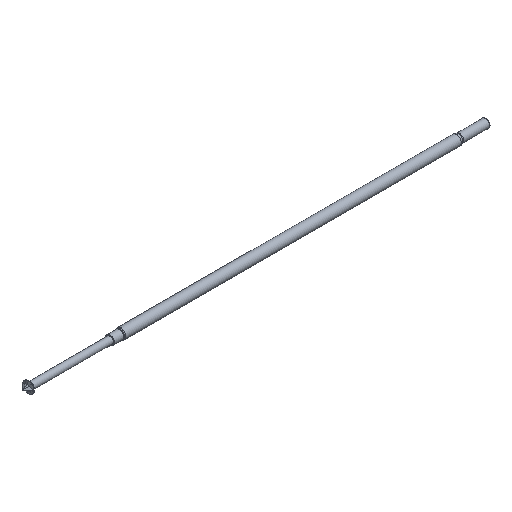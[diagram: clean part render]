
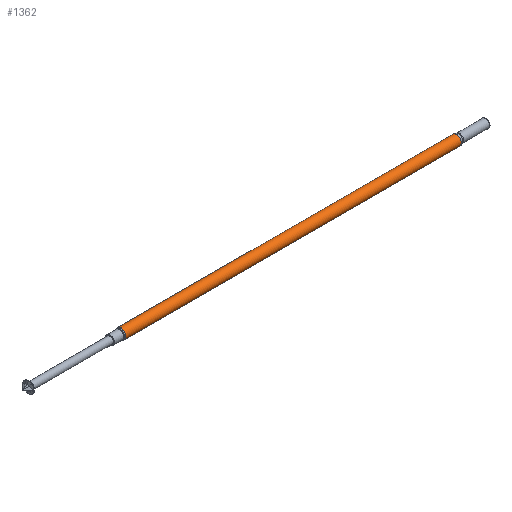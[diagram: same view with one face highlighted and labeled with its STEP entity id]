
A CAD part, isometric view. The second image highlights one B-rep face of the part: STEP entity #1362.
In plain terms, the highlighted cylindrical face has radius 0.391 mm (diameter 0.782 mm), a full revolution.
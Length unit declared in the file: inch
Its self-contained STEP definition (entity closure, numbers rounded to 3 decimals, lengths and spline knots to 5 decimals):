
#241 = AXIS2_PLACEMENT_3D ( 'NONE', #1660, #2877, #3482 ) ;
#279 = EDGE_CURVE ( 'NONE', #1067, #1067, #308, .T. ) ;
#308 = CIRCLE ( 'NONE', #241, 0.0154 ) ;
#425 = DIRECTION ( 'NONE',  ( 1., 0., 0. ) ) ;
#490 = CIRCLE ( 'NONE', #947, 0.0154 ) ;
#521 = DIRECTION ( 'NONE',  ( 0., 0., 1. ) ) ;
#577 = EDGE_LOOP ( 'NONE', ( #1906 ) ) ;
#846 = FACE_OUTER_BOUND ( 'NONE', #3253, .T. ) ;
#947 = AXIS2_PLACEMENT_3D ( 'NONE', #3828, #2973, #521 ) ;
#1067 = VERTEX_POINT ( 'NONE', #2260 ) ;
#1343 = EDGE_CURVE ( 'NONE', #2962, #2962, #490, .T. ) ;
#1362 = ADVANCED_FACE ( 'NONE', ( #846, #2928 ), #2023, .T. ) ;
#1635 = CARTESIAN_POINT ( 'NONE',  ( 1.178, 0., 0. ) ) ;
#1660 = CARTESIAN_POINT ( 'NONE',  ( 1.085, 0., 0. ) ) ;
#1771 = ORIENTED_EDGE ( 'NONE', *, *, #279, .F. ) ;
#1906 = ORIENTED_EDGE ( 'NONE', *, *, #1343, .F. ) ;
#1924 = DIRECTION ( 'NONE',  ( 0., 0., -1. ) ) ;
#2023 = CYLINDRICAL_SURFACE ( 'NONE', #3798, 0.0154 ) ;
#2033 = CARTESIAN_POINT ( 'NONE',  ( 0.03499, 0., 0.0154 ) ) ;
#2260 = CARTESIAN_POINT ( 'NONE',  ( 1.085, 0., -0.0154 ) ) ;
#2877 = DIRECTION ( 'NONE',  ( 1., 0., 0. ) ) ;
#2928 = FACE_OUTER_BOUND ( 'NONE', #577, .T. ) ;
#2962 = VERTEX_POINT ( 'NONE', #2033 ) ;
#2973 = DIRECTION ( 'NONE',  ( -1., 0., 0. ) ) ;
#3253 = EDGE_LOOP ( 'NONE', ( #1771 ) ) ;
#3482 = DIRECTION ( 'NONE',  ( 0., 0., -1. ) ) ;
#3798 = AXIS2_PLACEMENT_3D ( 'NONE', #1635, #425, #1924 ) ;
#3828 = CARTESIAN_POINT ( 'NONE',  ( 0.03499, 0., 0. ) ) ;
